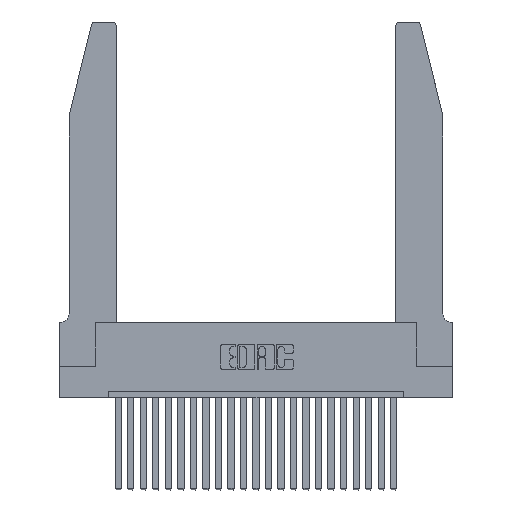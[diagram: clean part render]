
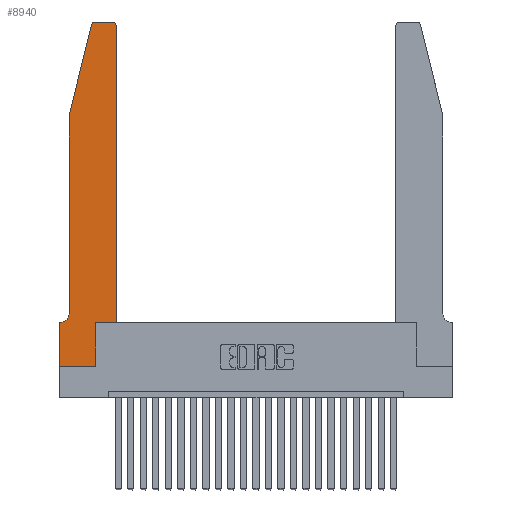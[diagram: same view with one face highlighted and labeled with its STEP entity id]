
A CAD part, top view. The second image highlights one B-rep face of the part: STEP entity #8940.
In plain terms, the highlighted planar face has unit normal (0, 0, 1).
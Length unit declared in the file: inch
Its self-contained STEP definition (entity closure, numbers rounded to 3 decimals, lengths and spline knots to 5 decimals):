
#369 = ORIENTED_EDGE ( 'NONE', *, *, #3270, .T. ) ;
#398 = ORIENTED_EDGE ( 'NONE', *, *, #6715, .T. ) ;
#1013 = ORIENTED_EDGE ( 'NONE', *, *, #8541, .T. ) ;
#1080 = VERTEX_POINT ( 'NONE', #18349 ) ;
#1313 = VERTEX_POINT ( 'NONE', #19506 ) ;
#1354 = DIRECTION ( 'NONE',  ( -1., 0., 0. ) ) ;
#1398 = CARTESIAN_POINT ( 'NONE',  ( 0.25487, 2.72718, 0.37 ) ) ;
#1607 = DIRECTION ( 'NONE',  ( 0., -1., 0. ) ) ;
#1812 = CARTESIAN_POINT ( 'NONE',  ( 0.0755, 2., 0.37 ) ) ;
#1971 = EDGE_CURVE ( 'NONE', #4338, #11116, #9633, .T. ) ;
#2308 = DIRECTION ( 'NONE',  ( 1., 0., 0. ) ) ;
#2401 = CARTESIAN_POINT ( 'NONE',  ( 0.4505, 0.35, 0.37 ) ) ;
#3244 = DIRECTION ( 'NONE',  ( 0., 0., -1. ) ) ;
#3270 = EDGE_CURVE ( 'NONE', #11475, #4338, #16002, .T. ) ;
#3371 = DIRECTION ( 'NONE',  ( 0., 0., 1. ) ) ;
#3418 = EDGE_LOOP ( 'NONE', ( #12648, #7402, #4392, #10275, #9506, #23661, #9012, #398, #1013, #21228, #369, #19992 ) ) ;
#3912 = DIRECTION ( 'NONE',  ( 1., 0., 0. ) ) ;
#3914 = CARTESIAN_POINT ( 'NONE',  ( 0., 0.35, 0.37 ) ) ;
#4275 = DIRECTION ( 'NONE',  ( 0., 0., 1. ) ) ;
#4338 = VERTEX_POINT ( 'NONE', #12635 ) ;
#4392 = ORIENTED_EDGE ( 'NONE', *, *, #13594, .T. ) ;
#4424 = VERTEX_POINT ( 'NONE', #1812 ) ;
#4548 = AXIS2_PLACEMENT_3D ( 'NONE', #14471, #3244, #18415 ) ;
#4612 = DIRECTION ( 'NONE',  ( 0., -1., 0. ) ) ;
#4952 = CARTESIAN_POINT ( 'NONE',  ( 0.2605, 2.75, 0.37 ) ) ;
#4983 = AXIS2_PLACEMENT_3D ( 'NONE', #14511, #3371, #16489 ) ;
#5297 = VERTEX_POINT ( 'NONE', #8603 ) ;
#5310 = AXIS2_PLACEMENT_3D ( 'NONE', #21269, #4275, #23245 ) ;
#6298 = FACE_OUTER_BOUND ( 'NONE', #3418, .T. ) ;
#6332 = EDGE_CURVE ( 'NONE', #14886, #5297, #14072, .T. ) ;
#6378 = VECTOR ( 'NONE', #17203, 39.37008 ) ;
#6466 = VECTOR ( 'NONE', #2308, 39.37008 ) ;
#6715 = EDGE_CURVE ( 'NONE', #5297, #8759, #18465, .T. ) ;
#6734 = EDGE_CURVE ( 'NONE', #8880, #11475, #16409, .T. ) ;
#7043 = DIRECTION ( 'NONE',  ( 0., 1., 0. ) ) ;
#7229 = CARTESIAN_POINT ( 'NONE',  ( 0.0055, 0.35, 0.37 ) ) ;
#7402 = ORIENTED_EDGE ( 'NONE', *, *, #10451, .T. ) ;
#7534 = DIRECTION ( 'NONE',  ( 1., 0., 0. ) ) ;
#7790 = CARTESIAN_POINT ( 'NONE',  ( 0.0755, 2., 0.37 ) ) ;
#8184 = DIRECTION ( 'NONE',  ( -1., 0., 0. ) ) ;
#8425 = CARTESIAN_POINT ( 'NONE',  ( 0.4205, 2.75, 0.37 ) ) ;
#8541 = EDGE_CURVE ( 'NONE', #8759, #8880, #9840, .T. ) ;
#8603 = CARTESIAN_POINT ( 'NONE',  ( 0., 0., 0.37 ) ) ;
#8759 = VERTEX_POINT ( 'NONE', #13133 ) ;
#8880 = VERTEX_POINT ( 'NONE', #12163 ) ;
#8940 = ADVANCED_FACE ( 'NONE', ( #6298 ), #12732, .T. ) ;
#9012 = ORIENTED_EDGE ( 'NONE', *, *, #6332, .T. ) ;
#9401 = VECTOR ( 'NONE', #7534, 39.37008 ) ;
#9494 = CARTESIAN_POINT ( 'NONE',  ( 0.4205, 2.72, 0.37 ) ) ;
#9506 = ORIENTED_EDGE ( 'NONE', *, *, #12552, .T. ) ;
#9633 = CIRCLE ( 'NONE', #20780, 0.03 ) ;
#9840 = LINE ( 'NONE', #22817, #23947 ) ;
#10275 = ORIENTED_EDGE ( 'NONE', *, *, #13736, .T. ) ;
#10451 = EDGE_CURVE ( 'NONE', #1080, #21187, #10921, .T. ) ;
#10921 = CIRCLE ( 'NONE', #5310, 0.03 ) ;
#11116 = VERTEX_POINT ( 'NONE', #8425 ) ;
#11129 = DIRECTION ( 'NONE',  ( 0., 0., 1. ) ) ;
#11348 = LINE ( 'NONE', #15135, #6378 ) ;
#11475 = VERTEX_POINT ( 'NONE', #2401 ) ;
#11902 = VECTOR ( 'NONE', #7043, 39.37008 ) ;
#12163 = CARTESIAN_POINT ( 'NONE',  ( 0.2865, 0.35, 0.37 ) ) ;
#12552 = EDGE_CURVE ( 'NONE', #1313, #19563, #20224, .T. ) ;
#12635 = CARTESIAN_POINT ( 'NONE',  ( 0.4505, 2.72, 0.37 ) ) ;
#12648 = ORIENTED_EDGE ( 'NONE', *, *, #17151, .T. ) ;
#12732 = PLANE ( 'NONE',  #4983 ) ;
#13133 = CARTESIAN_POINT ( 'NONE',  ( 0.2865, 0., 0.37 ) ) ;
#13175 = CARTESIAN_POINT ( 'NONE',  ( 0., 0., 0.37 ) ) ;
#13413 = DIRECTION ( 'NONE',  ( 0., 1., 0. ) ) ;
#13594 = EDGE_CURVE ( 'NONE', #21187, #4424, #11348, .T. ) ;
#13736 = EDGE_CURVE ( 'NONE', #4424, #1313, #20484, .T. ) ;
#14034 = LINE ( 'NONE', #19679, #23494 ) ;
#14072 = LINE ( 'NONE', #19381, #20584 ) ;
#14471 = CARTESIAN_POINT ( 'NONE',  ( 0.0055, 0.42, 0.37 ) ) ;
#14511 = CARTESIAN_POINT ( 'NONE',  ( 0., 0.35, 0.37 ) ) ;
#14886 = VERTEX_POINT ( 'NONE', #3914 ) ;
#15135 = CARTESIAN_POINT ( 'NONE',  ( 0.0755, 2., 0.37 ) ) ;
#15580 = LINE ( 'NONE', #4952, #22978 ) ;
#16002 = LINE ( 'NONE', #18495, #11902 ) ;
#16409 = LINE ( 'NONE', #20694, #6466 ) ;
#16489 = DIRECTION ( 'NONE',  ( 1., 0., 0. ) ) ;
#17151 = EDGE_CURVE ( 'NONE', #11116, #1080, #15580, .T. ) ;
#17203 = DIRECTION ( 'NONE',  ( -0.239, -0.971, 0. ) ) ;
#18349 = CARTESIAN_POINT ( 'NONE',  ( 0.284, 2.75, 0.37 ) ) ;
#18415 = DIRECTION ( 'NONE',  ( -1., 0., 0. ) ) ;
#18465 = LINE ( 'NONE', #13175, #9401 ) ;
#18495 = CARTESIAN_POINT ( 'NONE',  ( 0.4505, 0.35, 0.37 ) ) ;
#19381 = CARTESIAN_POINT ( 'NONE',  ( 0., 0., 0.37 ) ) ;
#19506 = CARTESIAN_POINT ( 'NONE',  ( 0.0755, 0.42, 0.37 ) ) ;
#19563 = VERTEX_POINT ( 'NONE', #7229 ) ;
#19679 = CARTESIAN_POINT ( 'NONE',  ( 0.0755, 0.35, 0.37 ) ) ;
#19992 = ORIENTED_EDGE ( 'NONE', *, *, #1971, .T. ) ;
#20224 = CIRCLE ( 'NONE', #4548, 0.07 ) ;
#20484 = LINE ( 'NONE', #7790, #21067 ) ;
#20584 = VECTOR ( 'NONE', #1607, 39.37008 ) ;
#20694 = CARTESIAN_POINT ( 'NONE',  ( 0.4505, 0.35, 0.37 ) ) ;
#20780 = AXIS2_PLACEMENT_3D ( 'NONE', #9494, #11129, #3912 ) ;
#21067 = VECTOR ( 'NONE', #4612, 39.37008 ) ;
#21187 = VERTEX_POINT ( 'NONE', #1398 ) ;
#21228 = ORIENTED_EDGE ( 'NONE', *, *, #6734, .T. ) ;
#21269 = CARTESIAN_POINT ( 'NONE',  ( 0.284, 2.72, 0.37 ) ) ;
#22817 = CARTESIAN_POINT ( 'NONE',  ( 0.2865, 0.35, 0.37 ) ) ;
#22978 = VECTOR ( 'NONE', #1354, 39.37008 ) ;
#23245 = DIRECTION ( 'NONE',  ( 1., 0., 0. ) ) ;
#23494 = VECTOR ( 'NONE', #8184, 39.37008 ) ;
#23661 = ORIENTED_EDGE ( 'NONE', *, *, #24411, .T. ) ;
#23947 = VECTOR ( 'NONE', #13413, 39.37008 ) ;
#24411 = EDGE_CURVE ( 'NONE', #19563, #14886, #14034, .T. ) ;
